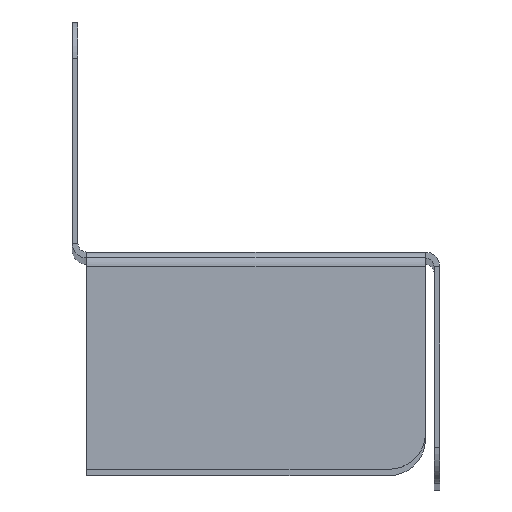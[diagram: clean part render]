
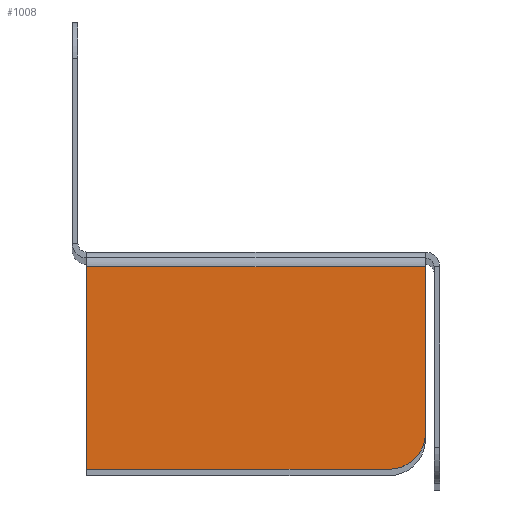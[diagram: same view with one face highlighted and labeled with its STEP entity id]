
A CAD part, top view. The second image highlights one B-rep face of the part: STEP entity #1008.
In plain terms, the highlighted planar face has unit normal (0, 0, 1).
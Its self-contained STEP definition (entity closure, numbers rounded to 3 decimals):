
#18 = EDGE_CURVE ( 'NONE', #445, #456, #841, .T. ) ;
#29 = EDGE_CURVE ( 'NONE', #451, #445, #309, .T. ) ;
#158 = AXIS2_PLACEMENT_3D ( 'NONE', #941, #939, #937 ) ;
#184 = EDGE_CURVE ( 'NONE', #456, #443, #383, .T. ) ;
#187 = EDGE_CURVE ( 'NONE', #447, #451, #388, .T. ) ;
#188 = EDGE_CURVE ( 'NONE', #447, #443, #390, .T. ) ;
#260 = ORIENTED_EDGE ( 'NONE', *, *, #29, .F. ) ;
#261 = ORIENTED_EDGE ( 'NONE', *, *, #18, .F. ) ;
#262 = ORIENTED_EDGE ( 'NONE', *, *, #184, .F. ) ;
#263 = ORIENTED_EDGE ( 'NONE', *, *, #188, .T. ) ;
#264 = ORIENTED_EDGE ( 'NONE', *, *, #187, .F. ) ;
#309 = LINE ( 'NONE', #1166, #310 ) ;
#310 = VECTOR ( 'NONE', #1167, 1000. ) ;
#383 = LINE ( 'NONE', #968, #385 ) ;
#385 = VECTOR ( 'NONE', #967, 1000. ) ;
#388 = LINE ( 'NONE', #946, #391 ) ;
#390 = CIRCLE ( 'NONE', #158, 5. ) ;
#391 = VECTOR ( 'NONE', #945, 1000. ) ;
#443 = VERTEX_POINT ( 'NONE', #1064 ) ;
#445 = VERTEX_POINT ( 'NONE', #1062 ) ;
#447 = VERTEX_POINT ( 'NONE', #1059 ) ;
#451 = VERTEX_POINT ( 'NONE', #1055 ) ;
#456 = VERTEX_POINT ( 'NONE', #1050 ) ;
#491 = FACE_OUTER_BOUND ( 'NONE', #581, .T. ) ;
#581 = EDGE_LOOP ( 'NONE', ( #264, #263, #262, #261, #260 ) ) ;
#841 = LINE ( 'NONE', #1121, #844 ) ;
#844 = VECTOR ( 'NONE', #1116, 1000. ) ;
#885 = AXIS2_PLACEMENT_3D ( 'NONE', #1287, #1281, #1278 ) ;
#937 = DIRECTION ( 'NONE',  ( 0., 1., 0. ) ) ;
#939 = DIRECTION ( 'NONE',  ( 0., 0., 1. ) ) ;
#941 = CARTESIAN_POINT ( 'NONE',  ( 43., -56.8, 252. ) ) ;
#945 = DIRECTION ( 'NONE',  ( -1., 0., 0. ) ) ;
#946 = CARTESIAN_POINT ( 'NONE',  ( 1.2, -61.8, 252. ) ) ;
#967 = DIRECTION ( 'NONE',  ( 0., -1., 0. ) ) ;
#968 = CARTESIAN_POINT ( 'NONE',  ( 48., -61.8, 252. ) ) ;
#1008 = ADVANCED_FACE ( 'NONE', ( #491 ), #1284, .F. ) ;
#1050 = CARTESIAN_POINT ( 'NONE',  ( 48., -33.8, 252. ) ) ;
#1055 = CARTESIAN_POINT ( 'NONE',  ( 1.2, -61.8, 252. ) ) ;
#1059 = CARTESIAN_POINT ( 'NONE',  ( 43., -61.8, 252. ) ) ;
#1062 = CARTESIAN_POINT ( 'NONE',  ( 1.2, -33.8, 252. ) ) ;
#1064 = CARTESIAN_POINT ( 'NONE',  ( 48., -56.8, 252. ) ) ;
#1116 = DIRECTION ( 'NONE',  ( 1., 0., 0. ) ) ;
#1121 = CARTESIAN_POINT ( 'NONE',  ( 48., -33.8, 252. ) ) ;
#1166 = CARTESIAN_POINT ( 'NONE',  ( 1.2, -32.6, 252. ) ) ;
#1167 = DIRECTION ( 'NONE',  ( 0., 1., 0. ) ) ;
#1278 = DIRECTION ( 'NONE',  ( 0., 1., 0. ) ) ;
#1281 = DIRECTION ( 'NONE',  ( 0., 0., -1. ) ) ;
#1284 = PLANE ( 'NONE',  #885 ) ;
#1287 = CARTESIAN_POINT ( 'NONE',  ( 48., -32.6, 252. ) ) ;
